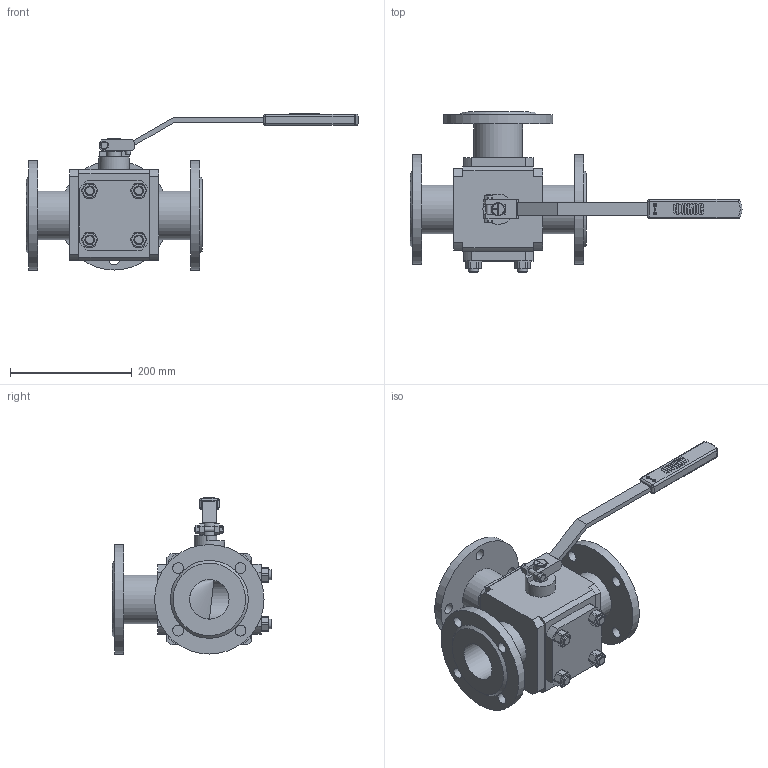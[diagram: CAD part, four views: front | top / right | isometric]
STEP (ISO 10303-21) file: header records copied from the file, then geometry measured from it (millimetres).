
FILE_DESCRIPTION(/* description */ (''),/* implementation_level */ '2;1');
FILE_NAME(/* name */ 'fb39.040.065.000sb_pravka_1.stp',/* time_stamp */ '2016-02-24T11:27:43+04:00',/* author */ (''),/* organization */ (''),/* preprocessor_version */ 'ST-DEVELOPER v15',/* originating_system */ 'SIEMENS PLM Software NX 8.5',/* authorisation */ '');
FILE_SCHEMA (('CONFIG_CONTROL_DESIGN'));
Length unit declared in the file: millimetre
Products named in the file (1): fb39.040.065.000sb_pravka_1
Bounding box: 545.9 x 263 x 256.8 mm (x, y, z)
Volume: 4334029.8 mm3; surface area: 457592.5 mm2
Topology: 1 solids, 1 shells, 468 faces, 1289 edges, 842 vertices
Faces by surface type: plane 338, cylinder 102, cone 17, sphere 9, torus 2
Full cylindrical faces by diameter (mm): 8 x3, 16 x4, 18 x12, 21.8 x1, 50 x1, 65 x3, 80 x3, 180 x3
Entity records: 14679 total; most frequent: CARTESIAN_POINT 3313, ORIENTED_EDGE 2416, DIRECTION 2135, EDGE_CURVE 1208, VERTEX_POINT 814, AXIS2_PLACEMENT_3D 714, LINE 707, VECTOR 707
